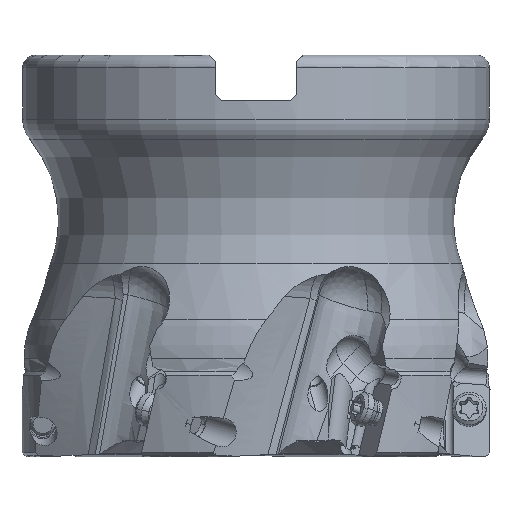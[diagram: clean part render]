
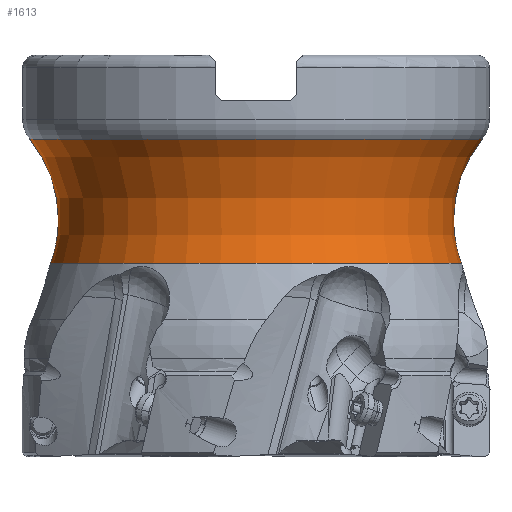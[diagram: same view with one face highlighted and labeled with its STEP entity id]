
A CAD part, front view. The second image highlights one B-rep face of the part: STEP entity #1613.
In plain terms, the highlighted toroidal (fillet/blend) face has major radius 50.915 mm and minor radius 20 mm.
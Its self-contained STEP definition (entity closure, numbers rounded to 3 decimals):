
#625=TOROIDAL_SURFACE('',#11301,50.915,20.);
#1613=ADVANCED_FACE('',(#2267),#625,.F.);
#2267=FACE_OUTER_BOUND('',#2831,.T.);
#2831=EDGE_LOOP('',(#5984,#5985,#5986,#5987,#5988,#5989));
#5984=ORIENTED_EDGE('',*,*,#9254,.T.);
#5985=ORIENTED_EDGE('',*,*,#9253,.T.);
#5986=ORIENTED_EDGE('',*,*,#8310,.T.);
#5987=ORIENTED_EDGE('',*,*,#9257,.T.);
#5988=ORIENTED_EDGE('',*,*,#9256,.T.);
#5989=ORIENTED_EDGE('',*,*,#9258,.T.);
#7138=VERTEX_POINT('',#16156);
#7139=VERTEX_POINT('',#16158);
#7767=VERTEX_POINT('',#28677);
#7768=VERTEX_POINT('',#28679);
#7769=VERTEX_POINT('',#28681);
#7770=VERTEX_POINT('',#28683);
#8310=EDGE_CURVE('',#7139,#7138,#9816,.T.);
#9253=EDGE_CURVE('',#7767,#7139,#10029,.T.);
#9254=EDGE_CURVE('',#7768,#7767,#10030,.T.);
#9256=EDGE_CURVE('',#7770,#7769,#10032,.T.);
#9257=EDGE_CURVE('',#7138,#7770,#10033,.T.);
#9258=EDGE_CURVE('',#7769,#7768,#10034,.T.);
#9816=CIRCLE('',#10731,32.121);
#10029=CIRCLE('',#11294,20.);
#10030=CIRCLE('',#11295,20.);
#10032=CIRCLE('',#11297,20.);
#10033=CIRCLE('',#11298,20.);
#10034=CIRCLE('',#11300,35.383);
#10731=AXIS2_PLACEMENT_3D('',#16157,#12225,#12226);
#11294=AXIS2_PLACEMENT_3D('',#28676,#13490,#13491);
#11295=AXIS2_PLACEMENT_3D('',#28678,#13492,#13493);
#11297=AXIS2_PLACEMENT_3D('',#28682,#13496,#13497);
#11298=AXIS2_PLACEMENT_3D('',#28684,#13498,#13499);
#11300=AXIS2_PLACEMENT_3D('',#28686,#13502,#13503);
#11301=AXIS2_PLACEMENT_3D('',#28687,#13504,#13505);
#12225=DIRECTION('',(0.,0.,1.));
#12226=DIRECTION('',(-1.,0.,0.));
#13490=DIRECTION('',(0.,1.,0.));
#13491=DIRECTION('',(1.,0.,0.));
#13492=DIRECTION('',(0.,1.,0.));
#13493=DIRECTION('',(0.777,0.,0.63));
#13496=DIRECTION('',(0.,1.,0.));
#13497=DIRECTION('',(-1.,0.,0.));
#13498=DIRECTION('',(0.,1.,0.));
#13499=DIRECTION('',(-0.94,0.,-0.342));
#13502=DIRECTION('',(0.,0.,-1.));
#13503=DIRECTION('',(1.,0.,0.));
#13504=DIRECTION('',(0.,0.,-1.));
#13505=DIRECTION('',(1.,0.,0.));
#16156=CARTESIAN_POINT('',(32.121,0.,-32.59));
#16157=CARTESIAN_POINT('',(0.,0.,-32.59));
#16158=CARTESIAN_POINT('',(-32.121,0.,-32.59));
#28676=CARTESIAN_POINT('',(-50.915,0.,-25.75));
#28677=CARTESIAN_POINT('',(-30.915,0.,-25.75));
#28678=CARTESIAN_POINT('',(-50.915,0.,-25.75));
#28679=CARTESIAN_POINT('',(-35.383,0.,-13.15));
#28681=CARTESIAN_POINT('',(35.383,0.,-13.15));
#28682=CARTESIAN_POINT('',(50.915,0.,-25.75));
#28683=CARTESIAN_POINT('',(30.915,0.,-25.75));
#28684=CARTESIAN_POINT('',(50.915,0.,-25.75));
#28686=CARTESIAN_POINT('',(0.,0.,-13.15));
#28687=CARTESIAN_POINT('',(0.,0.,-25.75));
